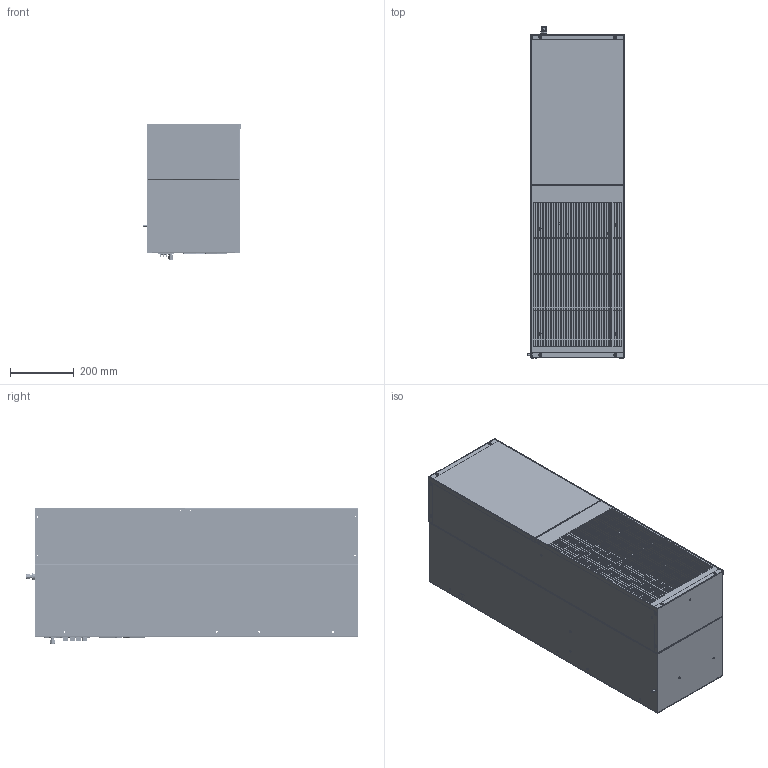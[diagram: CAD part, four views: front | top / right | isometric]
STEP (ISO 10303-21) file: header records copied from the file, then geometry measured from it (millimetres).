
FILE_DESCRIPTION((''),'2;1');
FILE_NAME('STEP-KA6C6HL40LV.stp', '2016-05-04T13:28:50',('User'),('SDRC'),'I-DEAS Master Series','UNIX','Yes');
FILE_SCHEMA(('CONFIG_CONTROL_DESIGN', 'GEOMETRIC_VALIDATION_PROPERTIES_MIM','SHAPE_APPEARANCE_LAYER_MIM'));
Length unit declared in the file: inch
Bounding box: 306.48 x 1043.69 x 426.86 mm (x, y, z)
Volume: 2437836.1 mm3; surface area: 4037759.5 mm2
Topology: 97 solids, 99 shells, 4273 faces, 10960 edges, 7030 vertices
Faces by surface type: bspline 4273
Entity records: 144443 total; most frequent: CARTESIAN_POINT 64149, ORIENTED_EDGE 21882, OVER_RIDING_STYLED_ITEM 12081, EDGE_CURVE 10977, VERTEX_POINT 7108, QUASI_UNIFORM_CURVE 6169, EDGE_LOOP 5631, FACE_OUTER_BOUND 4273
